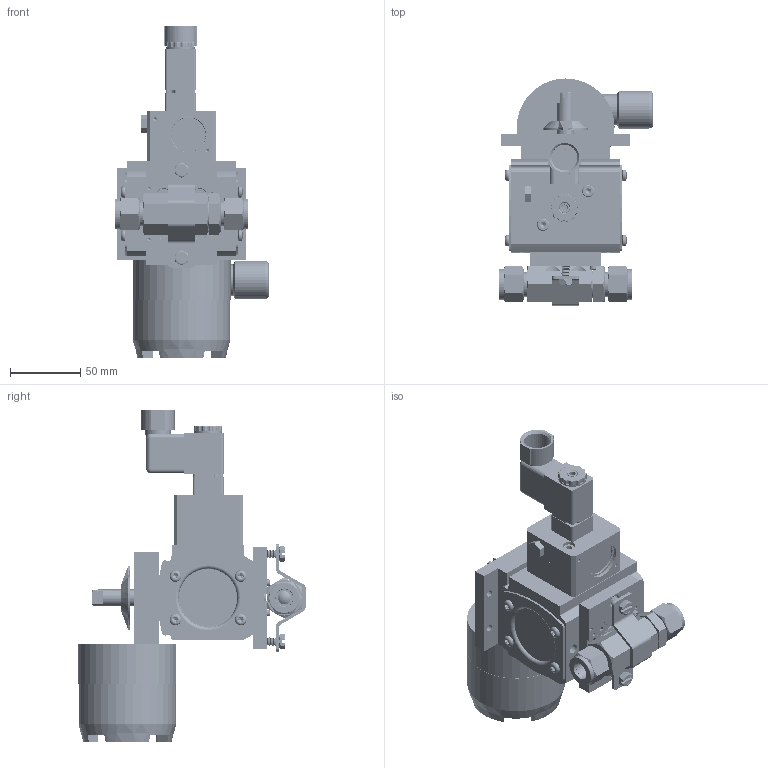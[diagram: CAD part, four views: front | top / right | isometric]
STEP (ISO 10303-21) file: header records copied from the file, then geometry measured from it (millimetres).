
FILE_DESCRIPTION (( 'STEP AP203' ), '1' );
FILE_NAME ('8204XXC8A512D4GPDCLS.step', '2018-08-30T13:19:06', ( '' ), ( '' ), 'SwSTEP 2.0', 'SolidWorks 2018', '' );
FILE_SCHEMA (( 'CONFIG_CONTROL_DESIGN' ));
Products named in the file (1): 8204XXC8A512D4GPDCLS
Bounding box: 109.22 x 161.26 x 235.76 mm (x, y, z)
Volume: 625343.8 mm3; surface area: 240345 mm2
Topology: 62 solids, 62 shells, 4682 faces, 12099 edges, 7505 vertices
Faces by surface type: cylinder 1995, cone 1399, plane 873, bspline 227, torus 178, sphere 10
Entity records: 224531 total; most frequent: CARTESIAN_POINT 114823, ORIENTED_EDGE 23798, DIRECTION 22870, EDGE_CURVE 11899, AXIS2_PLACEMENT_3D 9113, VERTEX_POINT 7501, EDGE_LOOP 5010, FACE_OUTER_BOUND 4682
